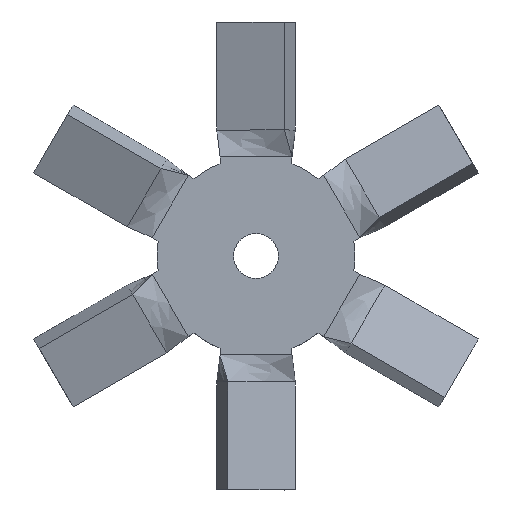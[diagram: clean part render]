
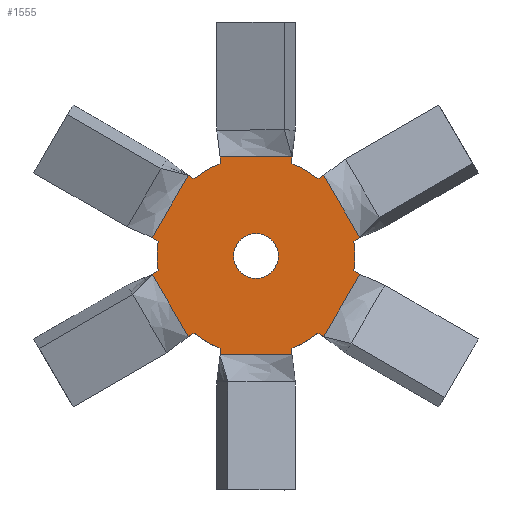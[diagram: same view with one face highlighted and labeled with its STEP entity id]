
A CAD part, top view. The second image highlights one B-rep face of the part: STEP entity #1555.
In plain terms, the highlighted planar face has unit normal (0, 0, 1).
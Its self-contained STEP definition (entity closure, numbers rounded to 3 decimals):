
#40=FACE_BOUND('',#215,.T.);
#42=CIRCLE('',#1588,11.);
#50=CIRCLE('',#1598,11.);
#51=CIRCLE('',#1625,11.);
#52=CIRCLE('',#1627,11.);
#53=CIRCLE('',#1629,11.);
#54=CIRCLE('',#1636,2.49);
#55=CIRCLE('',#1637,2.49);
#56=CIRCLE('',#1640,11.);
#138=FACE_OUTER_BOUND('',#214,.T.);
#214=EDGE_LOOP('',(#1405,#1406,#1407,#1408,#1409,#1410,#1411,#1412,#1413,
#1414,#1415,#1416,#1417,#1418,#1419,#1420,#1421,#1422,#1423,#1424,#1425,
#1426,#1427,#1428,#1429,#1430,#1431,#1432,#1433,#1434));
#215=EDGE_LOOP('',(#1435,#1436));
#217=LINE('',#1990,#422);
#222=LINE('',#2001,#427);
#227=LINE('',#2012,#432);
#232=LINE('',#2023,#437);
#237=LINE('',#2034,#442);
#242=LINE('',#2045,#447);
#247=LINE('',#2056,#452);
#252=LINE('',#2067,#457);
#257=LINE('',#2078,#462);
#262=LINE('',#2089,#467);
#284=LINE('',#2159,#489);
#285=LINE('',#2160,#490);
#306=LINE('',#2263,#511);
#307=LINE('',#2264,#512);
#328=LINE('',#2367,#533);
#329=LINE('',#2368,#534);
#350=LINE('',#2471,#555);
#351=LINE('',#2472,#556);
#372=LINE('',#2575,#577);
#373=LINE('',#2576,#578);
#394=LINE('',#2686,#599);
#395=LINE('',#2688,#600);
#419=LINE('',#2783,#624);
#420=LINE('',#2787,#625);
#422=VECTOR('',#1648,10.);
#427=VECTOR('',#1655,10.);
#432=VECTOR('',#1662,10.);
#437=VECTOR('',#1669,10.);
#442=VECTOR('',#1676,10.);
#447=VECTOR('',#1683,10.);
#452=VECTOR('',#1690,10.);
#457=VECTOR('',#1697,10.);
#462=VECTOR('',#1704,10.);
#467=VECTOR('',#1711,10.);
#489=VECTOR('',#1759,10.);
#490=VECTOR('',#1760,10.);
#511=VECTOR('',#1791,10.);
#512=VECTOR('',#1792,10.);
#533=VECTOR('',#1823,10.);
#534=VECTOR('',#1824,10.);
#555=VECTOR('',#1855,10.);
#556=VECTOR('',#1856,10.);
#577=VECTOR('',#1887,10.);
#578=VECTOR('',#1888,10.);
#599=VECTOR('',#1931,10.);
#600=VECTOR('',#1932,10.);
#624=VECTOR('',#1974,10.);
#625=VECTOR('',#1981,10.);
#626=VERTEX_POINT('',#1986);
#628=VERTEX_POINT('',#1989);
#631=VERTEX_POINT('',#1997);
#633=VERTEX_POINT('',#2000);
#636=VERTEX_POINT('',#2008);
#638=VERTEX_POINT('',#2011);
#641=VERTEX_POINT('',#2019);
#643=VERTEX_POINT('',#2022);
#646=VERTEX_POINT('',#2030);
#648=VERTEX_POINT('',#2033);
#651=VERTEX_POINT('',#2041);
#653=VERTEX_POINT('',#2044);
#656=VERTEX_POINT('',#2052);
#658=VERTEX_POINT('',#2055);
#661=VERTEX_POINT('',#2063);
#663=VERTEX_POINT('',#2066);
#666=VERTEX_POINT('',#2074);
#668=VERTEX_POINT('',#2077);
#671=VERTEX_POINT('',#2085);
#673=VERTEX_POINT('',#2088);
#677=VERTEX_POINT('',#2098);
#692=VERTEX_POINT('',#2158);
#705=VERTEX_POINT('',#2262);
#718=VERTEX_POINT('',#2366);
#731=VERTEX_POINT('',#2470);
#744=VERTEX_POINT('',#2574);
#754=VERTEX_POINT('',#2657);
#757=VERTEX_POINT('',#2683);
#758=VERTEX_POINT('',#2685);
#759=VERTEX_POINT('',#2687);
#772=VERTEX_POINT('',#2777);
#773=VERTEX_POINT('',#2779);
#775=EDGE_CURVE('',#628,#626,#217,.T.);
#780=EDGE_CURVE('',#633,#631,#222,.T.);
#785=EDGE_CURVE('',#638,#636,#227,.T.);
#790=EDGE_CURVE('',#643,#641,#232,.T.);
#795=EDGE_CURVE('',#648,#646,#237,.T.);
#800=EDGE_CURVE('',#653,#651,#242,.T.);
#805=EDGE_CURVE('',#658,#656,#247,.T.);
#810=EDGE_CURVE('',#663,#661,#252,.T.);
#815=EDGE_CURVE('',#668,#666,#257,.T.);
#820=EDGE_CURVE('',#673,#671,#262,.T.);
#826=EDGE_CURVE('',#631,#677,#42,.T.);
#848=EDGE_CURVE('',#671,#658,#50,.T.);
#852=EDGE_CURVE('',#633,#692,#284,.T.);
#853=EDGE_CURVE('',#692,#626,#285,.T.);
#874=EDGE_CURVE('',#643,#705,#306,.T.);
#875=EDGE_CURVE('',#705,#636,#307,.T.);
#896=EDGE_CURVE('',#653,#718,#328,.T.);
#897=EDGE_CURVE('',#718,#646,#329,.T.);
#918=EDGE_CURVE('',#663,#731,#350,.T.);
#919=EDGE_CURVE('',#731,#656,#351,.T.);
#940=EDGE_CURVE('',#673,#744,#372,.T.);
#941=EDGE_CURVE('',#744,#666,#373,.T.);
#959=EDGE_CURVE('',#754,#668,#51,.T.);
#961=EDGE_CURVE('',#661,#648,#52,.T.);
#962=EDGE_CURVE('',#651,#638,#53,.T.);
#965=EDGE_CURVE('',#758,#757,#394,.T.);
#966=EDGE_CURVE('',#759,#758,#395,.T.);
#990=EDGE_CURVE('',#773,#772,#54,.T.);
#991=EDGE_CURVE('',#772,#773,#55,.T.);
#992=EDGE_CURVE('',#677,#759,#419,.T.);
#993=EDGE_CURVE('',#641,#628,#56,.T.);
#994=EDGE_CURVE('',#757,#754,#420,.T.);
#1405=ORIENTED_EDGE('',*,*,#992,.T.);
#1406=ORIENTED_EDGE('',*,*,#966,.T.);
#1407=ORIENTED_EDGE('',*,*,#965,.T.);
#1408=ORIENTED_EDGE('',*,*,#994,.T.);
#1409=ORIENTED_EDGE('',*,*,#959,.T.);
#1410=ORIENTED_EDGE('',*,*,#815,.T.);
#1411=ORIENTED_EDGE('',*,*,#941,.F.);
#1412=ORIENTED_EDGE('',*,*,#940,.F.);
#1413=ORIENTED_EDGE('',*,*,#820,.T.);
#1414=ORIENTED_EDGE('',*,*,#848,.T.);
#1415=ORIENTED_EDGE('',*,*,#805,.T.);
#1416=ORIENTED_EDGE('',*,*,#919,.F.);
#1417=ORIENTED_EDGE('',*,*,#918,.F.);
#1418=ORIENTED_EDGE('',*,*,#810,.T.);
#1419=ORIENTED_EDGE('',*,*,#961,.T.);
#1420=ORIENTED_EDGE('',*,*,#795,.T.);
#1421=ORIENTED_EDGE('',*,*,#897,.F.);
#1422=ORIENTED_EDGE('',*,*,#896,.F.);
#1423=ORIENTED_EDGE('',*,*,#800,.T.);
#1424=ORIENTED_EDGE('',*,*,#962,.T.);
#1425=ORIENTED_EDGE('',*,*,#785,.T.);
#1426=ORIENTED_EDGE('',*,*,#875,.F.);
#1427=ORIENTED_EDGE('',*,*,#874,.F.);
#1428=ORIENTED_EDGE('',*,*,#790,.T.);
#1429=ORIENTED_EDGE('',*,*,#993,.T.);
#1430=ORIENTED_EDGE('',*,*,#775,.T.);
#1431=ORIENTED_EDGE('',*,*,#853,.F.);
#1432=ORIENTED_EDGE('',*,*,#852,.F.);
#1433=ORIENTED_EDGE('',*,*,#780,.T.);
#1434=ORIENTED_EDGE('',*,*,#826,.T.);
#1435=ORIENTED_EDGE('',*,*,#990,.T.);
#1436=ORIENTED_EDGE('',*,*,#991,.T.);
#1480=PLANE('',#1642);
#1555=ADVANCED_FACE('',(#138,#40),#1480,.T.);
#1588=AXIS2_PLACEMENT_3D('',#2100,#1720,#1721);
#1598=AXIS2_PLACEMENT_3D('',#2135,#1754,#1755);
#1625=AXIS2_PLACEMENT_3D('',#2658,#1918,#1919);
#1627=AXIS2_PLACEMENT_3D('',#2661,#1923,#1924);
#1629=AXIS2_PLACEMENT_3D('',#2663,#1927,#1928);
#1636=AXIS2_PLACEMENT_3D('',#2780,#1968,#1969);
#1637=AXIS2_PLACEMENT_3D('',#2781,#1970,#1971);
#1640=AXIS2_PLACEMENT_3D('',#2785,#1977,#1978);
#1642=AXIS2_PLACEMENT_3D('',#2788,#1982,#1983);
#1648=DIRECTION('',(-0.866,-0.5,0.));
#1655=DIRECTION('',(0.866,0.5,0.));
#1662=DIRECTION('',(-0.866,0.5,0.));
#1669=DIRECTION('',(0.866,-0.5,0.));
#1676=DIRECTION('',(0.,1.,0.));
#1683=DIRECTION('',(0.,-1.,0.));
#1690=DIRECTION('',(0.866,0.5,0.));
#1697=DIRECTION('',(-0.866,-0.5,0.));
#1704=DIRECTION('',(0.866,-0.5,0.));
#1711=DIRECTION('',(-0.866,0.5,0.));
#1720=DIRECTION('center_axis',(0.,0.,1.));
#1721=DIRECTION('ref_axis',(-0.364,0.932,0.));
#1754=DIRECTION('center_axis',(0.,0.,1.));
#1755=DIRECTION('ref_axis',(-0.364,0.932,0.));
#1759=DIRECTION('',(-0.5,0.866,0.));
#1760=DIRECTION('',(-0.5,0.866,0.));
#1791=DIRECTION('',(0.5,0.866,0.));
#1792=DIRECTION('',(0.5,0.866,0.));
#1823=DIRECTION('',(1.,0.,0.));
#1824=DIRECTION('',(1.,0.,0.));
#1855=DIRECTION('',(0.5,-0.866,0.));
#1856=DIRECTION('',(0.5,-0.866,0.));
#1887=DIRECTION('',(-0.5,-0.866,0.));
#1888=DIRECTION('',(-0.5,-0.866,0.));
#1918=DIRECTION('center_axis',(0.,0.,1.));
#1919=DIRECTION('ref_axis',(-0.364,0.932,0.));
#1923=DIRECTION('center_axis',(0.,0.,1.));
#1924=DIRECTION('ref_axis',(-0.364,0.932,0.));
#1927=DIRECTION('center_axis',(0.,0.,1.));
#1928=DIRECTION('ref_axis',(-0.364,0.932,0.));
#1931=DIRECTION('',(1.,0.,0.));
#1932=DIRECTION('',(1.,0.,0.));
#1968=DIRECTION('center_axis',(0.,0.,-1.));
#1969=DIRECTION('ref_axis',(-1.,0.,0.));
#1970=DIRECTION('center_axis',(0.,0.,-1.));
#1971=DIRECTION('ref_axis',(-1.,0.,0.));
#1974=DIRECTION('',(0.,-1.,0.));
#1977=DIRECTION('center_axis',(0.,0.,1.));
#1978=DIRECTION('ref_axis',(-0.364,0.932,0.));
#1981=DIRECTION('',(0.,1.,0.));
#1982=DIRECTION('center_axis',(0.,0.,1.));
#1983=DIRECTION('ref_axis',(1.,0.,0.));
#1986=CARTESIAN_POINT('',(-11.526,-2.036,1.75));
#1989=CARTESIAN_POINT('',(-10.874,-1.659,1.75));
#1990=CARTESIAN_POINT('',(-11.526,-2.036,1.75));
#1997=CARTESIAN_POINT('',(-6.874,-8.588,1.75));
#2000=CARTESIAN_POINT('',(-7.526,-8.964,1.75));
#2001=CARTESIAN_POINT('',(-6.874,-8.588,1.75));
#2008=CARTESIAN_POINT('',(-7.526,8.964,1.75));
#2011=CARTESIAN_POINT('',(-6.874,8.588,1.75));
#2012=CARTESIAN_POINT('',(-7.526,8.964,1.75));
#2019=CARTESIAN_POINT('',(-10.874,1.659,1.75));
#2022=CARTESIAN_POINT('',(-11.526,2.036,1.75));
#2023=CARTESIAN_POINT('',(-10.874,1.659,1.75));
#2030=CARTESIAN_POINT('',(4.,11.,1.75));
#2033=CARTESIAN_POINT('',(4.,10.247,1.75));
#2034=CARTESIAN_POINT('',(4.,11.,1.75));
#2041=CARTESIAN_POINT('',(-4.,10.247,1.75));
#2044=CARTESIAN_POINT('',(-4.,11.,1.75));
#2045=CARTESIAN_POINT('',(-4.,10.247,1.75));
#2052=CARTESIAN_POINT('',(11.526,2.036,1.75));
#2055=CARTESIAN_POINT('',(10.874,1.659,1.75));
#2056=CARTESIAN_POINT('',(11.526,2.036,1.75));
#2063=CARTESIAN_POINT('',(6.874,8.588,1.75));
#2066=CARTESIAN_POINT('',(7.526,8.964,1.75));
#2067=CARTESIAN_POINT('',(6.874,8.588,1.75));
#2074=CARTESIAN_POINT('',(7.526,-8.964,1.75));
#2077=CARTESIAN_POINT('',(6.874,-8.588,1.75));
#2078=CARTESIAN_POINT('',(7.526,-8.964,1.75));
#2085=CARTESIAN_POINT('',(10.874,-1.659,1.75));
#2088=CARTESIAN_POINT('',(11.526,-2.036,1.75));
#2089=CARTESIAN_POINT('',(10.874,-1.659,1.75));
#2098=CARTESIAN_POINT('',(-4.,-10.247,1.75));
#2100=CARTESIAN_POINT('Origin',(0.,0.,1.75));
#2135=CARTESIAN_POINT('Origin',(0.,0.,1.75));
#2158=CARTESIAN_POINT('',(-9.685,-5.226,1.75));
#2159=CARTESIAN_POINT('',(-7.526,-8.964,1.75));
#2160=CARTESIAN_POINT('',(-7.526,-8.964,1.75));
#2262=CARTESIAN_POINT('',(-9.368,5.774,1.75));
#2263=CARTESIAN_POINT('',(-11.526,2.036,1.75));
#2264=CARTESIAN_POINT('',(-11.526,2.036,1.75));
#2366=CARTESIAN_POINT('',(0.316,11.,1.75));
#2367=CARTESIAN_POINT('',(-4.,11.,1.75));
#2368=CARTESIAN_POINT('',(-4.,11.,1.75));
#2470=CARTESIAN_POINT('',(9.685,5.226,1.75));
#2471=CARTESIAN_POINT('',(7.526,8.964,1.75));
#2472=CARTESIAN_POINT('',(7.526,8.964,1.75));
#2574=CARTESIAN_POINT('',(9.368,-5.774,1.75));
#2575=CARTESIAN_POINT('',(11.526,-2.036,1.75));
#2576=CARTESIAN_POINT('',(11.526,-2.036,1.75));
#2657=CARTESIAN_POINT('',(4.,-10.247,1.75));
#2658=CARTESIAN_POINT('Origin',(0.,0.,1.75));
#2661=CARTESIAN_POINT('Origin',(0.,0.,1.75));
#2663=CARTESIAN_POINT('Origin',(0.,0.,1.75));
#2683=CARTESIAN_POINT('',(4.,-11.,1.75));
#2685=CARTESIAN_POINT('',(-0.316,-11.,1.75));
#2686=CARTESIAN_POINT('',(4.,-11.,1.75));
#2687=CARTESIAN_POINT('',(-4.,-11.,1.75));
#2688=CARTESIAN_POINT('',(4.,-11.,1.75));
#2777=CARTESIAN_POINT('',(2.49,0.,1.75));
#2779=CARTESIAN_POINT('',(1.245,-2.156,1.75));
#2780=CARTESIAN_POINT('Origin',(0.,0.,1.75));
#2781=CARTESIAN_POINT('Origin',(0.,0.,1.75));
#2783=CARTESIAN_POINT('',(-4.,-11.,1.75));
#2785=CARTESIAN_POINT('Origin',(0.,0.,1.75));
#2787=CARTESIAN_POINT('',(4.,-10.247,1.75));
#2788=CARTESIAN_POINT('Origin',(0.,-0.688,
1.75));
